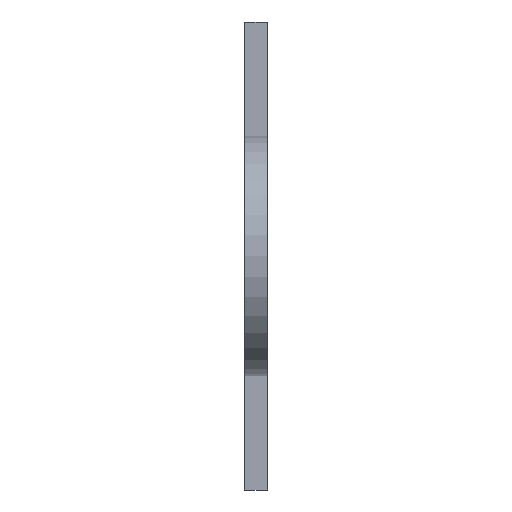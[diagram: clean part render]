
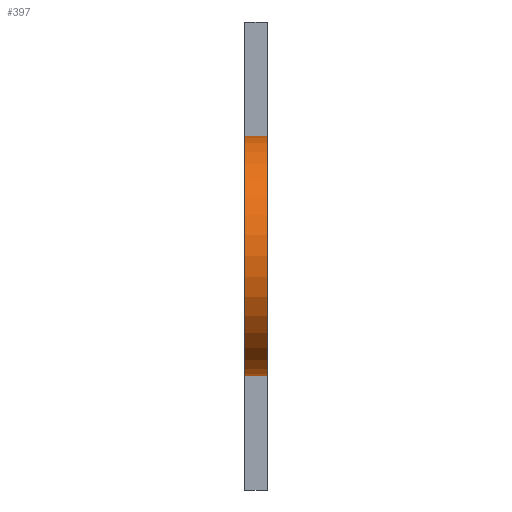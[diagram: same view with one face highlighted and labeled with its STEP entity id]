
A CAD part, front view. The second image highlights one B-rep face of the part: STEP entity #397.
In plain terms, the highlighted cylindrical face has radius 10.5 mm (diameter 21 mm), a partial arc.
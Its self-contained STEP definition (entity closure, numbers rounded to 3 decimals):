
#16 = CIRCLE ( 'NONE', #584, 10.5 ) ;
#46 = CARTESIAN_POINT ( 'NONE',  ( 0., 0., -10.5 ) ) ;
#49 = EDGE_CURVE ( 'NONE', #116, #374, #667, .T. ) ;
#72 = CARTESIAN_POINT ( 'NONE',  ( 0., 0., 10.5 ) ) ;
#107 = VERTEX_POINT ( 'NONE', #46 ) ;
#116 = VERTEX_POINT ( 'NONE', #155 ) ;
#120 = CYLINDRICAL_SURFACE ( 'NONE', #144, 10.5 ) ;
#139 = CARTESIAN_POINT ( 'NONE',  ( 2., 0., 0. ) ) ;
#144 = AXIS2_PLACEMENT_3D ( 'NONE', #645, #226, #405 ) ;
#152 = EDGE_LOOP ( 'NONE', ( #222, #272, #247, #244 ) ) ;
#155 = CARTESIAN_POINT ( 'NONE',  ( 2., 0., 10.5 ) ) ;
#173 = VECTOR ( 'NONE', #613, 1000. ) ;
#191 = CARTESIAN_POINT ( 'NONE',  ( 2., 0., -10.5 ) ) ;
#222 = ORIENTED_EDGE ( 'NONE', *, *, #308, .T. ) ;
#226 = DIRECTION ( 'NONE',  ( -1., 0., 0. ) ) ;
#244 = ORIENTED_EDGE ( 'NONE', *, *, #49, .T. ) ;
#247 = ORIENTED_EDGE ( 'NONE', *, *, #647, .F. ) ;
#260 = CIRCLE ( 'NONE', #705, 10.5 ) ;
#272 = ORIENTED_EDGE ( 'NONE', *, *, #553, .F. ) ;
#308 = EDGE_CURVE ( 'NONE', #374, #107, #260, .T. ) ;
#341 = CARTESIAN_POINT ( 'NONE',  ( 2., 0., -10.5 ) ) ;
#374 = VERTEX_POINT ( 'NONE', #72 ) ;
#397 = ADVANCED_FACE ( 'NONE', ( #606 ), #120, .T. ) ;
#400 = CARTESIAN_POINT ( 'NONE',  ( 0., 0., 0. ) ) ;
#405 = DIRECTION ( 'NONE',  ( 0., 0., 1. ) ) ;
#467 = DIRECTION ( 'NONE',  ( 1., 0., 0. ) ) ;
#471 = DIRECTION ( 'NONE',  ( -1., 0., 0. ) ) ;
#493 = DIRECTION ( 'NONE',  ( 1., 0., 0. ) ) ;
#553 = EDGE_CURVE ( 'NONE', #651, #107, #602, .T. ) ;
#556 = DIRECTION ( 'NONE',  ( 0., 0., 1. ) ) ;
#576 = VECTOR ( 'NONE', #471, 1000. ) ;
#584 = AXIS2_PLACEMENT_3D ( 'NONE', #139, #493, #556 ) ;
#602 = LINE ( 'NONE', #341, #576 ) ;
#605 = CARTESIAN_POINT ( 'NONE',  ( 2., 0., 10.5 ) ) ;
#606 = FACE_OUTER_BOUND ( 'NONE', #152, .T. ) ;
#613 = DIRECTION ( 'NONE',  ( -1., 0., 0. ) ) ;
#645 = CARTESIAN_POINT ( 'NONE',  ( 2., 0., 0. ) ) ;
#647 = EDGE_CURVE ( 'NONE', #116, #651, #16, .T. ) ;
#651 = VERTEX_POINT ( 'NONE', #191 ) ;
#667 = LINE ( 'NONE', #605, #173 ) ;
#694 = DIRECTION ( 'NONE',  ( 0., 0., 1. ) ) ;
#705 = AXIS2_PLACEMENT_3D ( 'NONE', #400, #467, #694 ) ;
